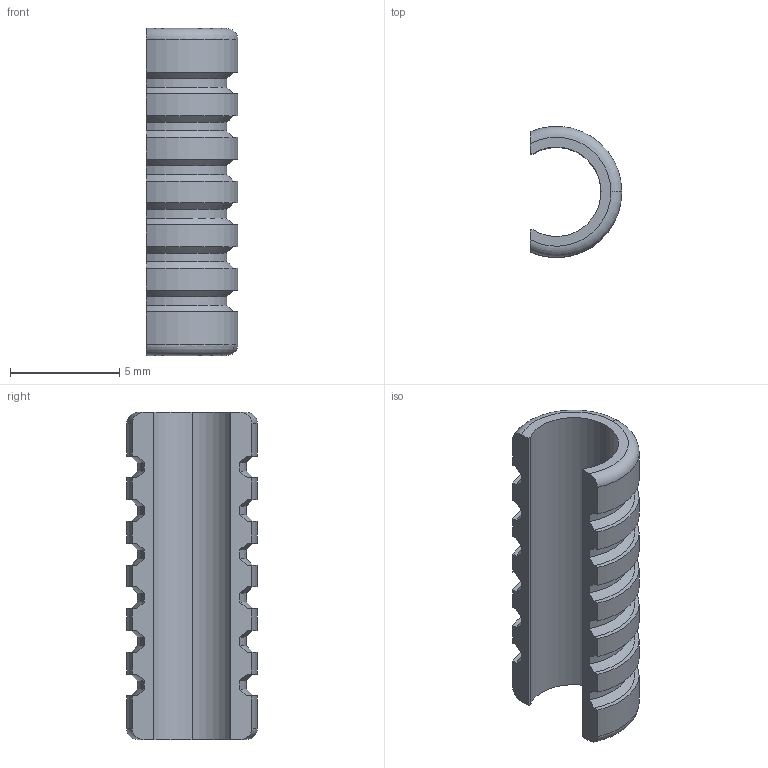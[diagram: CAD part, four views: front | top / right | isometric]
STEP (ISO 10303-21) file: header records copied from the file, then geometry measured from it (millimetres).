
FILE_DESCRIPTION (( 'STEP AP214' ), '1' );
FILE_NAME ('radiator-Standard.step', '2023-07-31T11:01:15', ( '' ), ( '' ), 'SwSTEP 2.0', 'SolidWorks 2020', '' );
FILE_SCHEMA (( 'AUTOMOTIVE_DESIGN' ));
Length unit declared in the file: millimetre
Products named in the file (1): radiator-Standard
Bounding box: 4.2 x 5.99 x 15 mm (x, y, z)
Volume: 119.7 mm3; surface area: 387.9 mm2
Topology: 1 solids, 1 shells, 68 faces, 190 edges, 124 vertices
Faces by surface type: cylinder 28, cone 18, plane 18, torus 4
Entity records: 2288 total; most frequent: CARTESIAN_POINT 483, DIRECTION 380, ORIENTED_EDGE 380, EDGE_CURVE 190, AXIS2_PLACEMENT_3D 149, VERTEX_POINT 124, VECTOR 82, LINE 82
